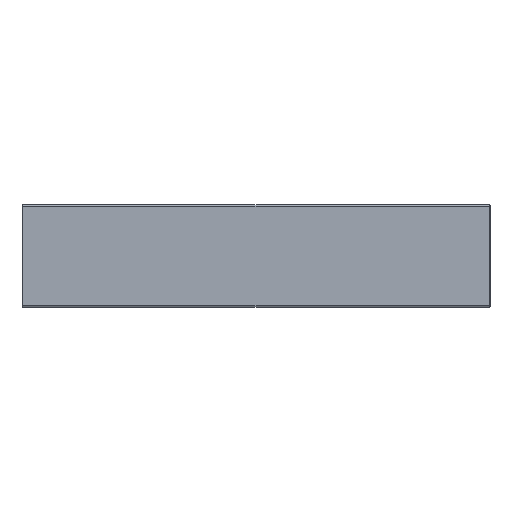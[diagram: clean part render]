
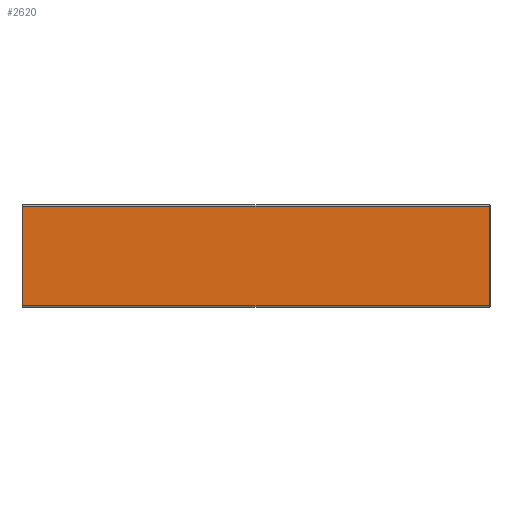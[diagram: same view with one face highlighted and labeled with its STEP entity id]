
A CAD part, front view. The second image highlights one B-rep face of the part: STEP entity #2620.
In plain terms, the highlighted planar face has unit normal (0, -1, 0).
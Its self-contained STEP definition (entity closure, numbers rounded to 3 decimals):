
#205=PLANE('',#2789);
#265=FACE_OUTER_BOUND('',#416,.T.);
#416=EDGE_LOOP('',(#1692,#1693,#1694,#1695));
#601=LINE('',#3412,#826);
#616=LINE('',#3449,#841);
#617=LINE('',#3452,#842);
#618=LINE('',#3453,#843);
#826=VECTOR('',#2917,1000.);
#841=VECTOR('',#2948,1000.);
#842=VECTOR('',#2953,1000.);
#843=VECTOR('',#2954,1000.);
#1051=VERTEX_POINT('',#3410);
#1052=VERTEX_POINT('',#3411);
#1065=VERTEX_POINT('',#3446);
#1066=VERTEX_POINT('',#3448);
#1289=EDGE_CURVE('',#1051,#1052,#601,.T.);
#1307=EDGE_CURVE('',#1066,#1065,#616,.T.);
#1309=EDGE_CURVE('',#1065,#1052,#617,.T.);
#1310=EDGE_CURVE('',#1051,#1066,#618,.T.);
#1692=ORIENTED_EDGE('',*,*,#1307,.T.);
#1693=ORIENTED_EDGE('',*,*,#1309,.T.);
#1694=ORIENTED_EDGE('',*,*,#1289,.F.);
#1695=ORIENTED_EDGE('',*,*,#1310,.T.);
#2620=ADVANCED_FACE('',(#265),#205,.T.);
#2789=AXIS2_PLACEMENT_3D('',#3451,#2951,#2952);
#2917=DIRECTION('',(1.,0.,0.));
#2948=DIRECTION('',(1.,0.,0.));
#2951=DIRECTION('center_axis',(0.,-1.,0.));
#2952=DIRECTION('ref_axis',(1.,0.,0.));
#2953=DIRECTION('',(0.,0.,1.));
#2954=DIRECTION('',(0.,0.,-1.));
#3410=CARTESIAN_POINT('',(-1.247,-2.5,0.52));
#3411=CARTESIAN_POINT('',(1.247,-2.5,0.52));
#3412=CARTESIAN_POINT('',(-2.064,-2.5,0.52));
#3446=CARTESIAN_POINT('',(1.247,-2.5,-0.01));
#3448=CARTESIAN_POINT('',(-1.247,-2.5,-0.01));
#3449=CARTESIAN_POINT('',(-2.064,-2.5,-0.01));
#3451=CARTESIAN_POINT('Origin',(-2.064,-2.5,-0.01));
#3452=CARTESIAN_POINT('',(1.247,-2.5,-0.01));
#3453=CARTESIAN_POINT('',(-1.247,-2.5,-0.01));
